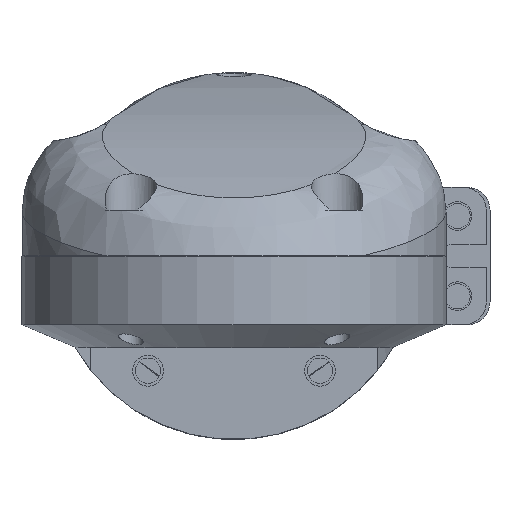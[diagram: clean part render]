
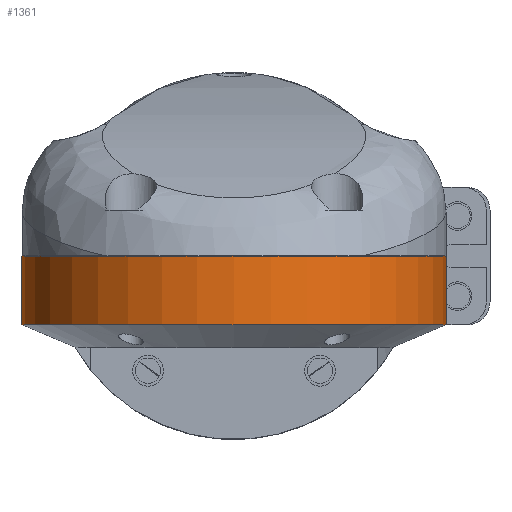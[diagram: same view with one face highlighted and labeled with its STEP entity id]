
A CAD part, front view. The second image highlights one B-rep face of the part: STEP entity #1361.
In plain terms, the highlighted cylindrical face has radius 18.5 mm (diameter 37 mm), a partial arc.
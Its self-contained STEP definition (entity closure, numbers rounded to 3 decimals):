
#246 = VERTEX_POINT ( 'NONE', #14184 ) ;
#595 = CARTESIAN_POINT ( 'NONE',  ( 0., 0., 6. ) ) ;
#929 = EDGE_CURVE ( 'NONE', #246, #7752, #6627, .T. ) ;
#1247 = EDGE_LOOP ( 'NONE', ( #7460, #3109, #8448, #6902 ) ) ;
#1342 = DIRECTION ( 'NONE',  ( 0., 0., 1. ) ) ;
#1361 = ADVANCED_FACE ( 'NONE', ( #10479 ), #11682, .T. ) ;
#1589 = EDGE_CURVE ( 'NONE', #8934, #7752, #12819, .T. ) ;
#1613 = CIRCLE ( 'NONE', #10340, 18.5 ) ;
#1648 = DIRECTION ( 'NONE',  ( 1., 0., 0. ) ) ;
#2762 = CARTESIAN_POINT ( 'NONE',  ( -18.5, 0., 6. ) ) ;
#3018 = CARTESIAN_POINT ( 'NONE',  ( 18.5, 0., 6. ) ) ;
#3109 = ORIENTED_EDGE ( 'NONE', *, *, #4363, .F. ) ;
#4016 = DIRECTION ( 'NONE',  ( 0., 0., 1. ) ) ;
#4363 = EDGE_CURVE ( 'NONE', #7742, #246, #1613, .T. ) ;
#5894 = AXIS2_PLACEMENT_3D ( 'NONE', #15006, #4016, #8936 ) ;
#6049 = VECTOR ( 'NONE', #7572, 1000. ) ;
#6627 = LINE ( 'NONE', #3018, #7085 ) ;
#6902 = ORIENTED_EDGE ( 'NONE', *, *, #1589, .T. ) ;
#7085 = VECTOR ( 'NONE', #10321, 1000. ) ;
#7460 = ORIENTED_EDGE ( 'NONE', *, *, #929, .F. ) ;
#7572 = DIRECTION ( 'NONE',  ( 0., 0., -1. ) ) ;
#7742 = VERTEX_POINT ( 'NONE', #13938 ) ;
#7752 = VERTEX_POINT ( 'NONE', #12671 ) ;
#8448 = ORIENTED_EDGE ( 'NONE', *, *, #11700, .T. ) ;
#8934 = VERTEX_POINT ( 'NONE', #9919 ) ;
#8936 = DIRECTION ( 'NONE',  ( 1., 0., 0. ) ) ;
#9919 = CARTESIAN_POINT ( 'NONE',  ( -18.5, 0., 0. ) ) ;
#10147 = LINE ( 'NONE', #2762, #6049 ) ;
#10321 = DIRECTION ( 'NONE',  ( 0., 0., -1. ) ) ;
#10340 = AXIS2_PLACEMENT_3D ( 'NONE', #12351, #1342, #1648 ) ;
#10479 = FACE_OUTER_BOUND ( 'NONE', #1247, .T. ) ;
#11289 = AXIS2_PLACEMENT_3D ( 'NONE', #595, #11766, #14236 ) ;
#11682 = CYLINDRICAL_SURFACE ( 'NONE', #11289, 18.5 ) ;
#11700 = EDGE_CURVE ( 'NONE', #7742, #8934, #10147, .T. ) ;
#11766 = DIRECTION ( 'NONE',  ( 0., 0., -1. ) ) ;
#12351 = CARTESIAN_POINT ( 'NONE',  ( 0., 0., 6. ) ) ;
#12671 = CARTESIAN_POINT ( 'NONE',  ( 18.5, 0., 0. ) ) ;
#12819 = CIRCLE ( 'NONE', #5894, 18.5 ) ;
#13938 = CARTESIAN_POINT ( 'NONE',  ( -18.5, 0., 6. ) ) ;
#14184 = CARTESIAN_POINT ( 'NONE',  ( 18.5, 0., 6. ) ) ;
#14236 = DIRECTION ( 'NONE',  ( -1., 0., 0. ) ) ;
#15006 = CARTESIAN_POINT ( 'NONE',  ( 0., 0., 0. ) ) ;
